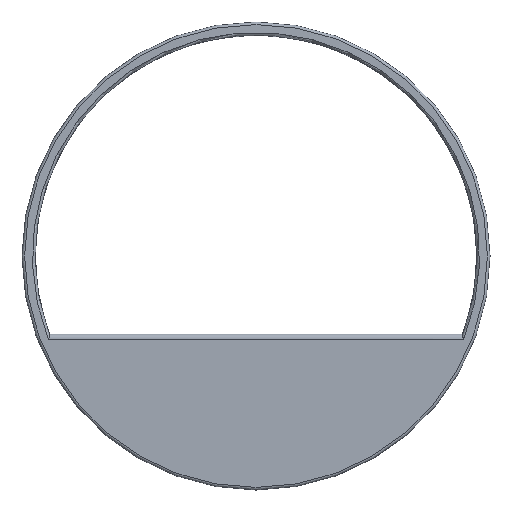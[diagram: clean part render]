
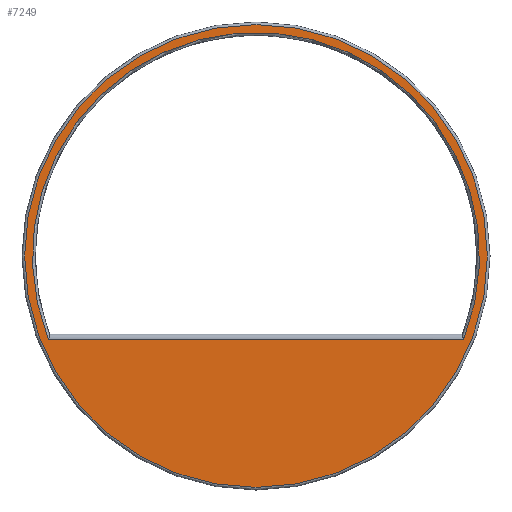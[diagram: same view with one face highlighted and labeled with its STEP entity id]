
A CAD part, front view. The second image highlights one B-rep face of the part: STEP entity #7249.
In plain terms, the highlighted planar face has unit normal (0, -1, 0).
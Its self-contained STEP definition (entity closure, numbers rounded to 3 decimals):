
#55=FACE_BOUND('',#881,.T.);
#94=CIRCLE('',#7675,44.5);
#95=CIRCLE('',#7676,43.);
#484=FACE_OUTER_BOUND('',#880,.T.);
#880=EDGE_LOOP('',(#6450));
#881=EDGE_LOOP('',(#6451,#6452));
#1841=LINE('',#11518,#2799);
#2799=VECTOR('',#9414,10.);
#3476=VERTEX_POINT('',#11504);
#3477=VERTEX_POINT('',#11517);
#3478=VERTEX_POINT('',#11532);
#4475=EDGE_CURVE('',#3476,#3477,#1841,.T.);
#4477=EDGE_CURVE('',#3478,#3478,#94,.T.);
#4478=EDGE_CURVE('',#3477,#3476,#95,.T.);
#6450=ORIENTED_EDGE('',*,*,#4477,.F.);
#6451=ORIENTED_EDGE('',*,*,#4478,.F.);
#6452=ORIENTED_EDGE('',*,*,#4475,.F.);
#6894=PLANE('',#7674);
#7249=ADVANCED_FACE('',(#484,#55),#6894,.F.);
#7674=AXIS2_PLACEMENT_3D('',#11531,#9415,#9416);
#7675=AXIS2_PLACEMENT_3D('',#11533,#9417,#9418);
#7676=AXIS2_PLACEMENT_3D('',#11534,#9419,#9420);
#9414=DIRECTION('',(1.,0.,0.));
#9415=DIRECTION('center_axis',(0.,1.,0.));
#9416=DIRECTION('ref_axis',(0.,0.,1.));
#9417=DIRECTION('center_axis',(0.,1.,0.));
#9418=DIRECTION('ref_axis',(1.,0.,0.));
#9419=DIRECTION('center_axis',(0.,-1.,0.));
#9420=DIRECTION('ref_axis',(0.,0.,1.));
#11504=CARTESIAN_POINT('',(-39.912,0.,-16.));
#11517=CARTESIAN_POINT('',(39.912,0.,-16.));
#11518=CARTESIAN_POINT('',(0.,0.,-16.));
#11531=CARTESIAN_POINT('Origin',(0.,0.,0.));
#11532=CARTESIAN_POINT('',(0.,0.,44.5));
#11533=CARTESIAN_POINT('Origin',(0.,0.,0.));
#11534=CARTESIAN_POINT('Origin',(0.,0.,0.));
